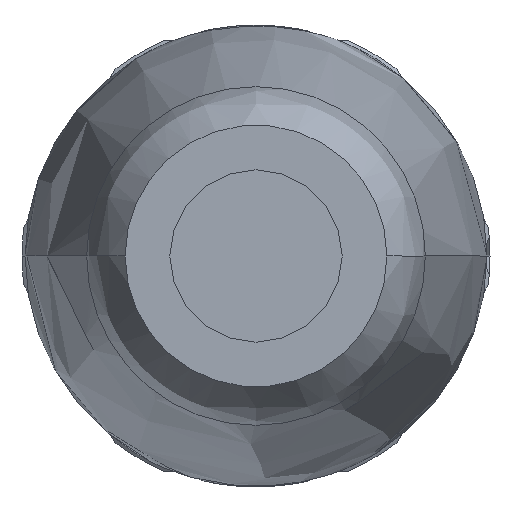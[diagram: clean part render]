
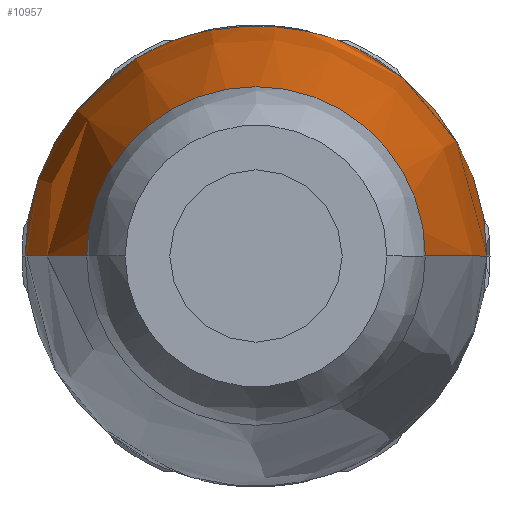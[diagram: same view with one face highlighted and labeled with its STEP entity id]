
A CAD part, front view. The second image highlights one B-rep face of the part: STEP entity #10957.
In plain terms, the highlighted face is a revolution surface.
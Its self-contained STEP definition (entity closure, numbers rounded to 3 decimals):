
#2551=CARTESIAN_POINT('',(0.,0.,
0.));
#2552=DIRECTION('',(0.,1.,0.));
#2553=DIRECTION('',(0.521,0.,0.854));
#2554=AXIS2_PLACEMENT_3D('',#2551,#2552,#2553);
#2575=CARTESIAN_POINT('',(0.,0.,
0.));
#2576=DIRECTION('',(0.,1.,0.));
#2577=DIRECTION('',(-1.,0.,0.));
#2578=AXIS2_PLACEMENT_3D('',#2575,#2576,#2577);
#2785=CARTESIAN_POINT('',(5.25,-28.,
0.));
#2786=CARTESIAN_POINT('',(5.941,-25.213,
0.));
#2787=CARTESIAN_POINT('',(6.78,-21.186,
0.));
#2788=CARTESIAN_POINT('',(7.519,-14.794,
0.));
#2789=CARTESIAN_POINT('',(7.497,-9.846,
0.));
#2790=CARTESIAN_POINT('',(7.5,-4.989,
0.));
#2791=CARTESIAN_POINT('',(7.501,-2.077,
0.));
#2792=CARTESIAN_POINT('',(7.499,-0.421,
0.));
#2793=CARTESIAN_POINT('',(7.5,0.,
0.));
#2795=CARTESIAN_POINT('',(-7.5,0.,
0.));
#2796=CARTESIAN_POINT('',(-7.5,-0.421,
0.));
#2797=CARTESIAN_POINT('',(-7.501,-2.077,
0.));
#2798=CARTESIAN_POINT('',(-7.5,-4.989,
0.));
#2799=CARTESIAN_POINT('',(-7.497,-9.846,
0.));
#2800=CARTESIAN_POINT('',(-7.52,-14.794,
0.));
#2801=CARTESIAN_POINT('',(-6.78,-21.186,
0.));
#2802=CARTESIAN_POINT('',(-5.941,-25.213,
0.));
#2803=CARTESIAN_POINT('',(-5.25,-28.,
0.));
#2805=CARTESIAN_POINT('',(-3.904,0.,
6.404));
#2806=CARTESIAN_POINT('',(-3.905,-0.372,
6.403));
#2807=CARTESIAN_POINT('',(-3.905,-1.064,
6.403));
#2808=CARTESIAN_POINT('',(-3.905,-1.922,
6.403));
#2809=CARTESIAN_POINT('',(-3.903,-2.428,
6.405));
#2810=CARTESIAN_POINT('',(-3.901,-2.661,
6.406));
#3649=CARTESIAN_POINT('',(3.904,0.,6.404));
#3657=CARTESIAN_POINT('',(3.9,-2.663,6.407));
#3658=CARTESIAN_POINT('',(3.9,-2.196,6.407));
#3659=CARTESIAN_POINT('',(3.904,-1.304,6.404));
#3660=CARTESIAN_POINT('',(3.904,-0.421,
6.403));
#3661=CARTESIAN_POINT('',(3.904,0.,6.404));
#3669=CARTESIAN_POINT('',(-3.901,-2.661,
6.406));
#3670=CARTESIAN_POINT('',(-3.904,-3.243,
6.405));
#3671=CARTESIAN_POINT('',(-3.869,-4.343,
6.425));
#3672=CARTESIAN_POINT('',(-3.796,-5.787,
6.468));
#3673=CARTESIAN_POINT('',(-3.684,-7.075,
6.532));
#3674=CARTESIAN_POINT('',(-3.54,-8.22,
6.612));
#3675=CARTESIAN_POINT('',(-3.36,-9.233,
6.707));
#3676=CARTESIAN_POINT('',(-3.123,-10.105,
6.822));
#3677=CARTESIAN_POINT('',(-2.843,-10.837,
6.943));
#3678=CARTESIAN_POINT('',(-2.534,-11.446,
7.058));
#3679=CARTESIAN_POINT('',(-2.206,-11.945,
7.162));
#3680=CARTESIAN_POINT('',(-1.869,-12.342,
7.252));
#3681=CARTESIAN_POINT('',(-1.53,-12.649,
7.325));
#3682=CARTESIAN_POINT('',(-1.19,-12.882,
7.383));
#3683=CARTESIAN_POINT('',(-0.855,-13.049,
7.426));
#3684=CARTESIAN_POINT('',(-0.539,-13.155,
7.452));
#3685=CARTESIAN_POINT('',(-0.236,-13.209,
7.466));
#3686=CARTESIAN_POINT('',(0.073,-13.219,
7.47));
#3687=CARTESIAN_POINT('',(0.396,-13.183,
7.461));
#3688=CARTESIAN_POINT('',(0.728,-13.096,
7.438));
#3689=CARTESIAN_POINT('',(1.055,-12.96,7.402));
#3690=CARTESIAN_POINT('',(1.392,-12.761,7.351));
#3691=CARTESIAN_POINT('',(1.73,-12.494,7.284));
#3692=CARTESIAN_POINT('',(2.045,-12.165,7.207));
#3693=CARTESIAN_POINT('',(2.355,-11.746,7.117));
#3694=CARTESIAN_POINT('',(2.653,-11.231,7.016));
#3695=CARTESIAN_POINT('',(2.933,-10.612,6.906));
#3696=CARTESIAN_POINT('',(3.183,-9.877,6.794));
#3697=CARTESIAN_POINT('',(3.395,-9.016,6.689));
#3698=CARTESIAN_POINT('',(3.563,-8.028,6.599));
#3699=CARTESIAN_POINT('',(3.7,-6.914,6.522));
#3700=CARTESIAN_POINT('',(3.806,-5.661,6.461));
#3701=CARTESIAN_POINT('',(3.872,-4.268,6.423));
#3702=CARTESIAN_POINT('',(3.902,-3.216,6.405));
#3703=CARTESIAN_POINT('',(3.9,-2.663,6.407));
#3724=CARTESIAN_POINT('',(0.,-28.,
0.));
#3725=DIRECTION('',(0.,-1.,0.));
#3726=DIRECTION('',(1.,0.,0.));
#3727=AXIS2_PLACEMENT_3D('',#3724,#3725,#3726);
#7105=CARTESIAN_POINT('',(-7.5,0.,
0.));
#7106=VERTEX_POINT('',#7105);
#7107=CARTESIAN_POINT('',(-3.904,0.,
6.404));
#7108=VERTEX_POINT('',#7107);
#7126=VERTEX_POINT('',#3649);
#7127=CARTESIAN_POINT('',(7.5,0.,
0.));
#7128=VERTEX_POINT('',#7127);
#7136=VERTEX_POINT('',#2785);
#7137=CARTESIAN_POINT('',(-5.25,-28.,
0.));
#7138=VERTEX_POINT('',#7137);
#7141=VERTEX_POINT('',#3657);
#7142=VERTEX_POINT('',#3669);
#10927=CARTESIAN_POINT('',(7.5,0.282,
0.));
#10928=CARTESIAN_POINT('',(7.5,0.188,
0.));
#10929=CARTESIAN_POINT('',(7.499,-0.326,
0.));
#10930=CARTESIAN_POINT('',(7.501,-2.077,
0.));
#10931=CARTESIAN_POINT('',(7.5,-4.989,
0.));
#10932=CARTESIAN_POINT('',(7.497,-9.846,
0.));
#10933=CARTESIAN_POINT('',(7.519,-14.794,
0.));
#10934=CARTESIAN_POINT('',(6.78,-21.186,
0.));
#10935=CARTESIAN_POINT('',(5.922,-25.304,
0.));
#10936=CARTESIAN_POINT('',(5.205,-28.183,
0.));
#10937=CARTESIAN_POINT('',(5.182,-28.274,
0.));
#10939=CARTESIAN_POINT('',(0.,-35.7,
0.));
#10940=DIRECTION('',(0.,1.,0.));
#10941=AXIS1_PLACEMENT('',#10939,#10940);
#10942=SURFACE_OF_REVOLUTION('',#10938,#10941);
#10943=ORIENTED_EDGE('',*,*,#10287,.T.);
#10945=ORIENTED_EDGE('',*,*,#10944,.T.);
#10947=ORIENTED_EDGE('',*,*,#10946,.T.);
#10949=ORIENTED_EDGE('',*,*,#10948,.T.);
#10950=ORIENTED_EDGE('',*,*,#10261,.T.);
#10951=ORIENTED_EDGE('',*,*,#10696,.F.);
#10953=ORIENTED_EDGE('',*,*,#10952,.T.);
#10954=ORIENTED_EDGE('',*,*,#10692,.F.);
#10955=EDGE_LOOP('',(#10943,#10945,#10947,#10949,#10950,#10951,#10953,#10954));
#10956=FACE_OUTER_BOUND('',#10955,.F.);
#10957=ADVANCED_FACE('',(#10956),#10942,.F.);
#2555=CIRCLE('',#2554,7.5);
#2579=CIRCLE('',#2578,7.5);
#2794=B_SPLINE_CURVE_WITH_KNOTS('',3,(#2785,#2786,#2787,#2788,#2789,#2790,#2791,
#2792,#2793),.UNSPECIFIED.,.F.,.F.,(4,1,1,1,1,1,4),(0.,0.303,
0.441,0.687,0.819,0.954,1.),
.UNSPECIFIED.);
#2804=B_SPLINE_CURVE_WITH_KNOTS('',3,(#2795,#2796,#2797,#2798,#2799,#2800,#2801,
#2802,#2803),.UNSPECIFIED.,.F.,.F.,(4,1,1,1,1,1,4),(0.,0.046,
0.181,0.313,0.559,0.697,1.),
.UNSPECIFIED.);
#2811=B_SPLINE_CURVE_WITH_KNOTS('',3,(#2805,#2806,#2807,#2808,#2809,#2810),
.UNSPECIFIED.,.F.,.F.,(4,1,1,4),(0.,0.333,0.667,1.),
.UNSPECIFIED.);
#3662=B_SPLINE_CURVE_WITH_KNOTS('',3,(#3657,#3658,#3659,#3660,#3661),
.UNSPECIFIED.,.F.,.F.,(4,1,4),(0.,0.52,1.),.UNSPECIFIED.);
#3704=B_SPLINE_CURVE_WITH_KNOTS('',3,(#3669,#3670,#3671,#3672,#3673,#3674,#3675,
#3676,#3677,#3678,#3679,#3680,#3681,#3682,#3683,#3684,#3685,#3686,#3687,#3688,
#3689,#3690,#3691,#3692,#3693,#3694,#3695,#3696,#3697,#3698,#3699,#3700,#3701,
#3702,#3703),.UNSPECIFIED.,.F.,.F.,(4,1,1,1,1,1,1,1,1,1,1,1,1,1,1,1,1,1,1,1,1,1,
1,1,1,1,1,1,1,1,1,1,4),(0.,0.031,0.063,0.094,0.125,0.156,
0.188,0.219,0.25,0.281,0.313,0.344,0.375,0.406,
0.438,0.469,0.5,0.531,0.563,0.594,0.625,0.656,
0.688,0.719,0.75,0.781,0.813,0.844,0.875,0.906,
0.938,0.969,1.),.UNSPECIFIED.);
#3728=CIRCLE('',#3727,5.25);
#10261=EDGE_CURVE('',#7126,#7128,#2555,.T.);
#10287=EDGE_CURVE('',#7106,#7108,#2579,.T.);
#10692=EDGE_CURVE('',#7106,#7138,#2804,.T.);
#10696=EDGE_CURVE('',#7136,#7128,#2794,.T.);
#10938=B_SPLINE_CURVE_WITH_KNOTS('',3,(#10927,#10928,#10929,#10930,#10931,
#10932,#10933,#10934,#10935,#10936,#10937),.UNSPECIFIED.,.F.,.F.,(4,1,1,1,1,1,1,
1,4),(0.,0.01,0.056,0.188,
0.317,0.558,0.693,0.99,1.),
.UNSPECIFIED.);
#10944=EDGE_CURVE('',#7108,#7142,#2811,.T.);
#10946=EDGE_CURVE('',#7142,#7141,#3704,.T.);
#10948=EDGE_CURVE('',#7141,#7126,#3662,.T.);
#10952=EDGE_CURVE('',#7136,#7138,#3728,.T.);
